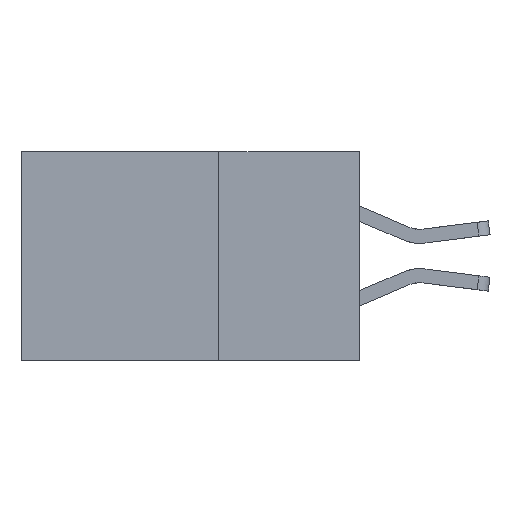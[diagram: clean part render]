
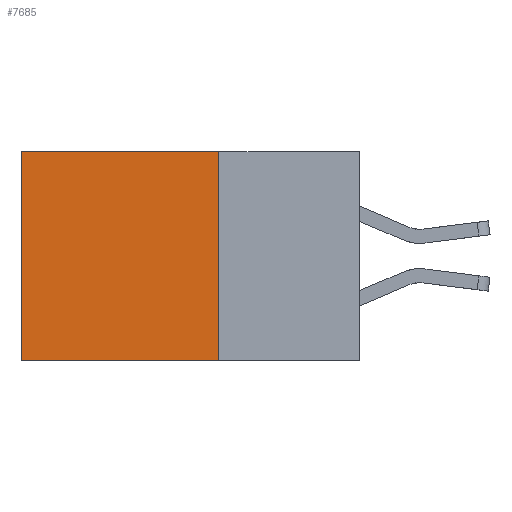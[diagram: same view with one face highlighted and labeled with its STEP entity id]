
A CAD part, left-side view. The second image highlights one B-rep face of the part: STEP entity #7685.
In plain terms, the highlighted planar face has unit normal (-1, 0, 0).
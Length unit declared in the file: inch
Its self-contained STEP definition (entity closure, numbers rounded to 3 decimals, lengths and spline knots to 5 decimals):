
#712 = AXIS2_PLACEMENT_3D ( 'NONE', #9786, #2661, #10863 ) ;
#883 = VERTEX_POINT ( 'NONE', #14051 ) ;
#958 = LINE ( 'NONE', #6475, #10100 ) ;
#1015 = EDGE_LOOP ( 'NONE', ( #8416, #14256, #5970, #9162 ) ) ;
#1088 = EDGE_CURVE ( 'NONE', #12432, #883, #958, .T. ) ;
#1683 = DIRECTION ( 'NONE',  ( 0., 1., 0. ) ) ;
#2599 = VECTOR ( 'NONE', #9100, 39.37008 ) ;
#2661 = DIRECTION ( 'NONE',  ( 1., 0., 0. ) ) ;
#4052 = EDGE_CURVE ( 'NONE', #9157, #6535, #11880, .T. ) ;
#5970 = ORIENTED_EDGE ( 'NONE', *, *, #6368, .F. ) ;
#5975 = EDGE_CURVE ( 'NONE', #6535, #883, #12205, .T. ) ;
#6129 = VECTOR ( 'NONE', #6789, 39.37008 ) ;
#6213 = PLANE ( 'NONE',  #712 ) ;
#6368 = EDGE_CURVE ( 'NONE', #9157, #12432, #12865, .T. ) ;
#6475 = CARTESIAN_POINT ( 'NONE',  ( 0.2875, 0.25, -0.37 ) ) ;
#6535 = VERTEX_POINT ( 'NONE', #11180 ) ;
#6685 = CARTESIAN_POINT ( 'NONE',  ( 0.2875, 0.25, 0. ) ) ;
#6789 = DIRECTION ( 'NONE',  ( 0., 0., -1. ) ) ;
#7685 = ADVANCED_FACE ( 'NONE', ( #8548 ), #6213, .F. ) ;
#8011 = CARTESIAN_POINT ( 'NONE',  ( 0.2875, 0.6, 0. ) ) ;
#8069 = CARTESIAN_POINT ( 'NONE',  ( 0.2875, 0.25, -0.37 ) ) ;
#8416 = ORIENTED_EDGE ( 'NONE', *, *, #5975, .T. ) ;
#8548 = FACE_OUTER_BOUND ( 'NONE', #1015, .T. ) ;
#9100 = DIRECTION ( 'NONE',  ( 0., 1., 0. ) ) ;
#9157 = VERTEX_POINT ( 'NONE', #14345 ) ;
#9162 = ORIENTED_EDGE ( 'NONE', *, *, #4052, .T. ) ;
#9786 = CARTESIAN_POINT ( 'NONE',  ( 0.2875, 0.25, 0. ) ) ;
#10100 = VECTOR ( 'NONE', #1683, 39.37008 ) ;
#10863 = DIRECTION ( 'NONE',  ( 0., 0., -1. ) ) ;
#10939 = CARTESIAN_POINT ( 'NONE',  ( 0.2875, 0.25, 0. ) ) ;
#11180 = CARTESIAN_POINT ( 'NONE',  ( 0.2875, 0.6, 0. ) ) ;
#11880 = LINE ( 'NONE', #6685, #2599 ) ;
#12205 = LINE ( 'NONE', #8011, #6129 ) ;
#12432 = VERTEX_POINT ( 'NONE', #8069 ) ;
#12865 = LINE ( 'NONE', #10939, #13558 ) ;
#13558 = VECTOR ( 'NONE', #14174, 39.37008 ) ;
#14051 = CARTESIAN_POINT ( 'NONE',  ( 0.2875, 0.6, -0.37 ) ) ;
#14174 = DIRECTION ( 'NONE',  ( 0., 0., -1. ) ) ;
#14256 = ORIENTED_EDGE ( 'NONE', *, *, #1088, .F. ) ;
#14345 = CARTESIAN_POINT ( 'NONE',  ( 0.2875, 0.25, 0. ) ) ;
